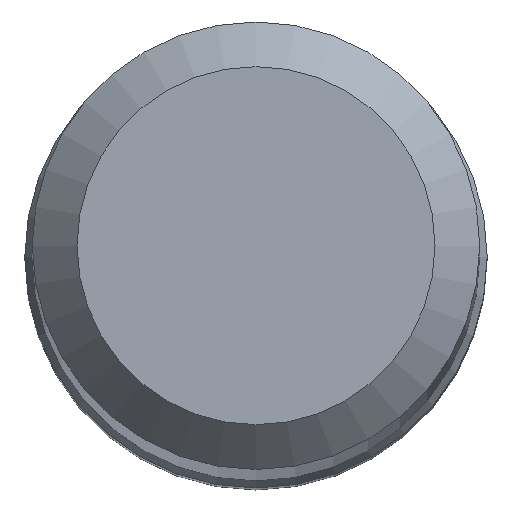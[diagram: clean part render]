
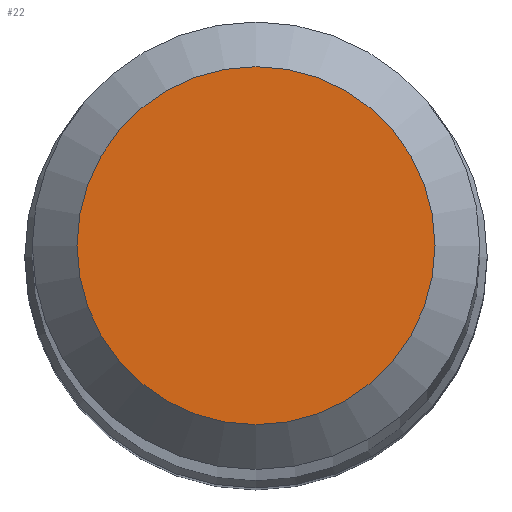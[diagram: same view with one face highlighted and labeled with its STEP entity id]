
A CAD part, top view. The second image highlights one B-rep face of the part: STEP entity #22.
In plain terms, the highlighted planar face has unit normal (0, 0, 1).
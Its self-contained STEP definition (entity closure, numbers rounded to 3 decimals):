
#22 = ADVANCED_FACE ( 'NONE', ( #107 ), #178, .F. ) ;
#24 = CIRCLE ( 'NONE', #177, 2.4 ) ;
#41 = EDGE_LOOP ( 'NONE', ( #194 ) ) ;
#50 = DIRECTION ( 'NONE',  ( 0., 1., 0. ) ) ;
#74 = EDGE_CURVE ( 'NONE', #145, #145, #24, .T. ) ;
#103 = DIRECTION ( 'NONE',  ( 0., 0., -1. ) ) ;
#107 = FACE_OUTER_BOUND ( 'NONE', #41, .T. ) ;
#115 = AXIS2_PLACEMENT_3D ( 'NONE', #141, #103, #218 ) ;
#141 = CARTESIAN_POINT ( 'NONE',  ( 0., 0., 101. ) ) ;
#144 = CARTESIAN_POINT ( 'NONE',  ( 0., 2.4, 101. ) ) ;
#145 = VERTEX_POINT ( 'NONE', #144 ) ;
#176 = CARTESIAN_POINT ( 'NONE',  ( 0., 0., 101. ) ) ;
#177 = AXIS2_PLACEMENT_3D ( 'NONE', #176, #198, #50 ) ;
#178 = PLANE ( 'NONE',  #115 ) ;
#194 = ORIENTED_EDGE ( 'NONE', *, *, #74, .F. ) ;
#198 = DIRECTION ( 'NONE',  ( 0., 0., -1. ) ) ;
#218 = DIRECTION ( 'NONE',  ( 0., 1., 0. ) ) ;
